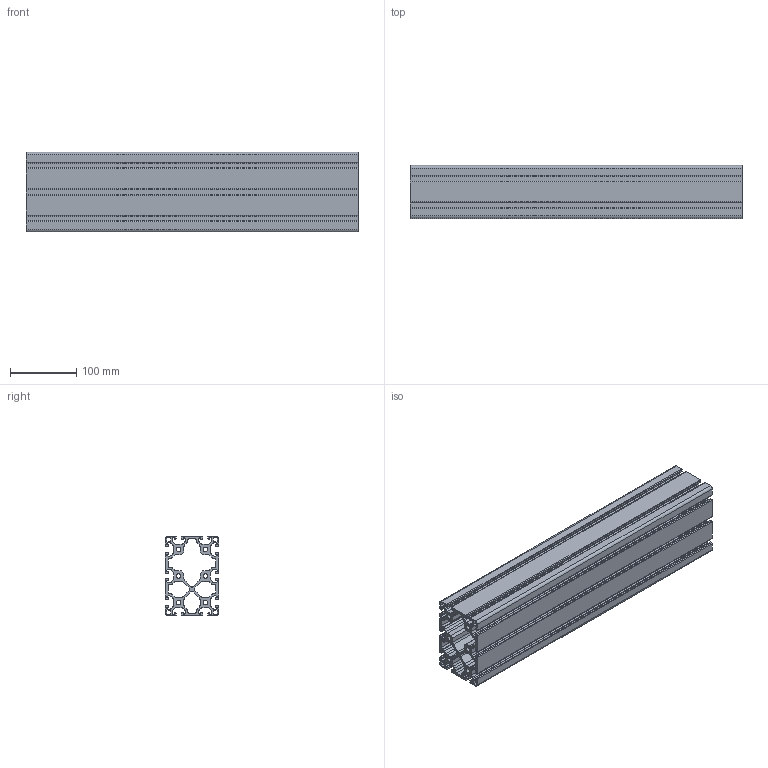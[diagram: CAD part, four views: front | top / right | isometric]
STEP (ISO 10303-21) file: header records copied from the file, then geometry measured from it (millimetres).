
FILE_DESCRIPTION (( 'STEP AP214' ), '1' );
FILE_NAME ('RP1190 8 120x80 Light.STEP', '2026-02-13T07:59:16', ( '' ), ( '' ), 'SwSTEP 2.0', 'SolidWorks 2026', '' );
FILE_SCHEMA (( 'AUTOMOTIVE_DESIGN' ));
Length unit declared in the file: millimetre
Products named in the file (1): RP1190 8 120x80 Light
Bounding box: 500 x 80 x 120 mm (x, y, z)
Volume: 1522948.6 mm3; surface area: 810099.8 mm2
Topology: 1 solids, 1 shells, 439 faces, 1311 edges, 874 vertices
Faces by surface type: cylinder 221, plane 218
Entity records: 14966 total; most frequent: DIRECTION 2633, CARTESIAN_POINT 2625, ORIENTED_EDGE 2622, EDGE_CURVE 1311, AXIS2_PLACEMENT_3D 882, VERTEX_POINT 874, LINE 869, VECTOR 869
